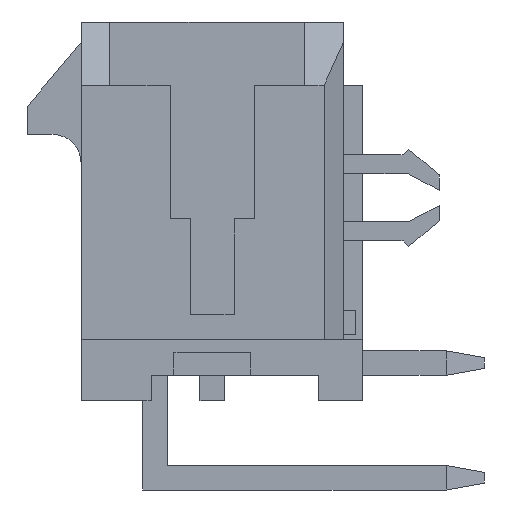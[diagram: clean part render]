
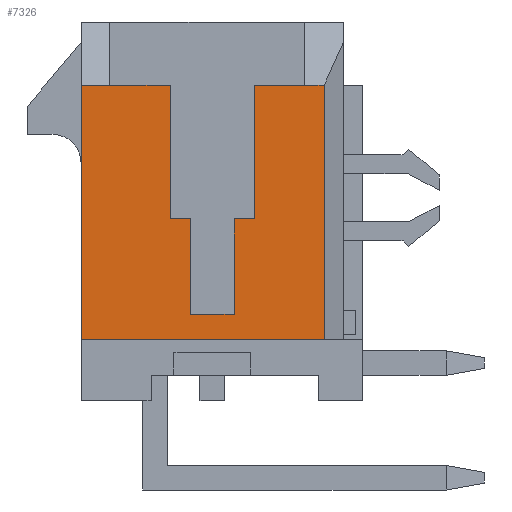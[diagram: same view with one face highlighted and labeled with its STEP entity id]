
A CAD part, left-side view. The second image highlights one B-rep face of the part: STEP entity #7326.
In plain terms, the highlighted planar face has unit normal (-1, 0, 0).
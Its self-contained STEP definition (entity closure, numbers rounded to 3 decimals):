
#1=DIRECTION('',(0.,0.,-1.));
#2=VECTOR('',#1,3.5);
#3=CARTESIAN_POINT('',(-10.825,-1.1,3.305));
#4=LINE('',#3,#2);
#5=DIRECTION('',(0.,1.,0.));
#6=VECTOR('',#5,1.31);
#7=CARTESIAN_POINT('',(-10.825,-2.41,3.305));
#8=LINE('',#7,#6);
#9=DIRECTION('',(0.,-1.,0.));
#10=VECTOR('',#9,0.52);
#11=CARTESIAN_POINT('',(-10.825,-2.41,3.305));
#12=LINE('',#11,#10);
#13=DIRECTION('',(0.,0.,-1.));
#14=VECTOR('',#13,6.66);
#15=CARTESIAN_POINT('',(-10.825,-2.93,3.305));
#16=LINE('',#15,#14);
#17=DIRECTION('',(0.,1.,0.));
#18=VECTOR('',#17,6.36);
#19=CARTESIAN_POINT('',(-10.825,-2.93,-3.355));
#20=LINE('',#19,#18);
#21=DIRECTION('',(0.,0.,1.));
#22=VECTOR('',#21,6.66);
#23=CARTESIAN_POINT('',(-10.825,3.43,-3.355));
#24=LINE('',#23,#22);
#25=DIRECTION('',(0.,-1.,0.));
#26=VECTOR('',#25,0.75);
#27=CARTESIAN_POINT('',(-10.825,3.43,3.305));
#28=LINE('',#27,#26);
#29=DIRECTION('',(0.,1.,0.));
#30=VECTOR('',#29,1.58);
#31=CARTESIAN_POINT('',(-10.825,1.1,3.305));
#32=LINE('',#31,#30);
#33=DIRECTION('',(0.,0.,-1.));
#34=VECTOR('',#33,3.5);
#35=CARTESIAN_POINT('',(-10.825,1.1,3.305));
#36=LINE('',#35,#34);
#37=DIRECTION('',(0.,1.,0.));
#38=VECTOR('',#37,0.525);
#39=CARTESIAN_POINT('',(-10.825,0.575,-0.195));
#40=LINE('',#39,#38);
#41=DIRECTION('',(0.,0.,1.));
#42=VECTOR('',#41,2.5);
#43=CARTESIAN_POINT('',(-10.825,0.575,-2.695));
#44=LINE('',#43,#42);
#45=DIRECTION('',(0.,1.,0.));
#46=VECTOR('',#45,1.15);
#47=CARTESIAN_POINT('',(-10.825,-0.575,-2.695));
#48=LINE('',#47,#46);
#49=DIRECTION('',(0.,0.,-1.));
#50=VECTOR('',#49,2.5);
#51=CARTESIAN_POINT('',(-10.825,-0.575,-0.195));
#52=LINE('',#51,#50);
#53=DIRECTION('',(0.,1.,0.));
#54=VECTOR('',#53,0.525);
#55=CARTESIAN_POINT('',(-10.825,-1.1,-0.195));
#56=LINE('',#55,#54);
#5568=CARTESIAN_POINT('',(-10.825,3.43,3.305));
#5570=VERTEX_POINT('',#5568);
#5615=CARTESIAN_POINT('',(-10.825,2.68,3.305));
#5616=VERTEX_POINT('',#5615);
#5617=CARTESIAN_POINT('',(-10.825,-2.41,3.305));
#5618=VERTEX_POINT('',#5617);
#5619=CARTESIAN_POINT('',(-10.825,-2.93,3.305));
#5620=VERTEX_POINT('',#5619);
#5789=CARTESIAN_POINT('',(-10.825,-1.1,3.305));
#5790=CARTESIAN_POINT('',(-10.825,-1.1,-0.195));
#5791=VERTEX_POINT('',#5789);
#5792=VERTEX_POINT('',#5790);
#5793=CARTESIAN_POINT('',(-10.825,-0.575,-0.195));
#5794=VERTEX_POINT('',#5793);
#5795=CARTESIAN_POINT('',(-10.825,-0.575,-2.695));
#5796=VERTEX_POINT('',#5795);
#5797=CARTESIAN_POINT('',(-10.825,0.575,-2.695));
#5798=VERTEX_POINT('',#5797);
#5799=CARTESIAN_POINT('',(-10.825,0.575,-0.195));
#5800=VERTEX_POINT('',#5799);
#5801=CARTESIAN_POINT('',(-10.825,1.1,-0.195));
#5802=VERTEX_POINT('',#5801);
#5803=CARTESIAN_POINT('',(-10.825,1.1,3.305));
#5804=VERTEX_POINT('',#5803);
#6613=CARTESIAN_POINT('',(-10.825,3.43,-3.355));
#6614=VERTEX_POINT('',#6613);
#6693=CARTESIAN_POINT('',(-10.825,-2.93,-3.355));
#6694=VERTEX_POINT('',#6693);
#7291=CARTESIAN_POINT('',(-10.825,0.,0.));
#7292=DIRECTION('',(1.,0.,0.));
#7293=DIRECTION('',(0.,0.,-1.));
#7294=AXIS2_PLACEMENT_3D('',#7291,#7292,#7293);
#7295=PLANE('',#7294);
#7297=ORIENTED_EDGE('',*,*,#7296,.F.);
#7299=ORIENTED_EDGE('',*,*,#7298,.F.);
#7301=ORIENTED_EDGE('',*,*,#7300,.T.);
#7303=ORIENTED_EDGE('',*,*,#7302,.T.);
#7305=ORIENTED_EDGE('',*,*,#7304,.T.);
#7307=ORIENTED_EDGE('',*,*,#7306,.T.);
#7309=ORIENTED_EDGE('',*,*,#7308,.T.);
#7311=ORIENTED_EDGE('',*,*,#7310,.F.);
#7313=ORIENTED_EDGE('',*,*,#7312,.T.);
#7315=ORIENTED_EDGE('',*,*,#7314,.F.);
#7317=ORIENTED_EDGE('',*,*,#7316,.F.);
#7319=ORIENTED_EDGE('',*,*,#7318,.F.);
#7321=ORIENTED_EDGE('',*,*,#7320,.F.);
#7323=ORIENTED_EDGE('',*,*,#7322,.F.);
#7324=EDGE_LOOP('',(#7297,#7299,#7301,#7303,#7305,#7307,#7309,#7311,#7313,#7315,
#7317,#7319,#7321,#7323));
#7325=FACE_OUTER_BOUND('',#7324,.F.);
#7326=ADVANCED_FACE('',(#7325),#7295,.F.);
#7296=EDGE_CURVE('',#5791,#5792,#4,.T.);
#7298=EDGE_CURVE('',#5618,#5791,#8,.T.);
#7300=EDGE_CURVE('',#5618,#5620,#12,.T.);
#7302=EDGE_CURVE('',#5620,#6694,#16,.T.);
#7304=EDGE_CURVE('',#6694,#6614,#20,.T.);
#7306=EDGE_CURVE('',#6614,#5570,#24,.T.);
#7308=EDGE_CURVE('',#5570,#5616,#28,.T.);
#7310=EDGE_CURVE('',#5804,#5616,#32,.T.);
#7312=EDGE_CURVE('',#5804,#5802,#36,.T.);
#7314=EDGE_CURVE('',#5800,#5802,#40,.T.);
#7316=EDGE_CURVE('',#5798,#5800,#44,.T.);
#7318=EDGE_CURVE('',#5796,#5798,#48,.T.);
#7320=EDGE_CURVE('',#5794,#5796,#52,.T.);
#7322=EDGE_CURVE('',#5792,#5794,#56,.T.);
